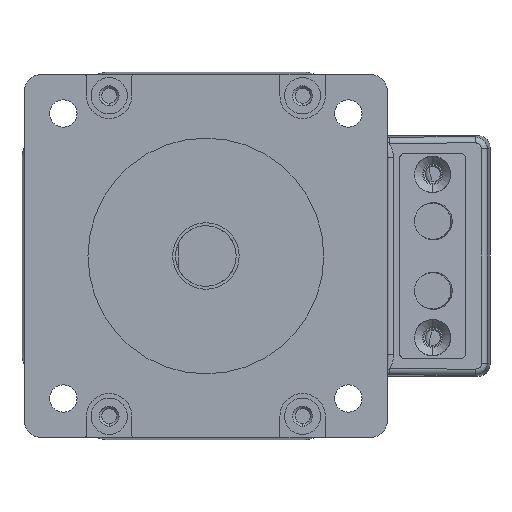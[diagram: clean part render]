
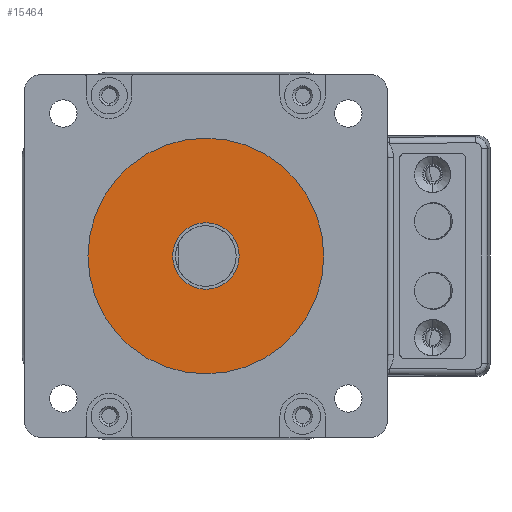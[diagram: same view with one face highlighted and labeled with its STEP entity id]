
A CAD part, front view. The second image highlights one B-rep face of the part: STEP entity #15464.
In plain terms, the highlighted face is planar.
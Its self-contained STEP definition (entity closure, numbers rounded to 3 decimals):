
#641 = ORIENTED_EDGE ( 'NONE', *, *, #1197, .T. ) ;
#642 = ORIENTED_EDGE ( 'NONE', *, *, #1199, .T. ) ;
#644 = ORIENTED_EDGE ( 'NONE', *, *, #34627, .T. ) ;
#645 = ORIENTED_EDGE ( 'NONE', *, *, #34635, .T. ) ;
#823 = FACE_BOUND ( 'NONE', #36427, .T. ) ;
#824 = FACE_OUTER_BOUND ( 'NONE', #36429, .T. ) ;
#1197 = EDGE_CURVE ( 'NONE', #23496, #23527, #45550, .T. ) ;
#1199 = EDGE_CURVE ( 'NONE', #23571, #23572, #45575, .T. ) ;
#7492 = CARTESIAN_POINT ( 'NONE',  ( 19.5, 0., -1.2 ) ) ;
#7511 = CARTESIAN_POINT ( 'NONE',  ( -19.5, 0., -1.2 ) ) ;
#7537 = CARTESIAN_POINT ( 'NONE',  ( 5.5, 0., -1.2 ) ) ;
#7538 = CARTESIAN_POINT ( 'NONE',  ( -5.5, 0., -1.2 ) ) ;
#9147 = CARTESIAN_POINT ( 'NONE',  ( 0., 0., -1.2 ) ) ;
#9148 = DIRECTION ( 'NONE',  ( 0., 0., -1. ) ) ;
#9149 = DIRECTION ( 'NONE',  ( -1., 0., 0. ) ) ;
#9153 = CARTESIAN_POINT ( 'NONE',  ( 0., 0., -1.2 ) ) ;
#9154 = DIRECTION ( 'NONE',  ( 0., 0., 1. ) ) ;
#9155 = DIRECTION ( 'NONE',  ( 1., 0., 0. ) ) ;
#9371 = PLANE ( 'NONE',  #17892 ) ;
#9372 = CARTESIAN_POINT ( 'NONE',  ( 0., 0., -1.2 ) ) ;
#9373 = DIRECTION ( 'NONE',  ( 0., 0., -1. ) ) ;
#9374 = DIRECTION ( 'NONE',  ( -1., 0., 0. ) ) ;
#15464 = ADVANCED_FACE ( 'NONE', ( #823, #824 ), #9371, .T. ) ;
#17892 = AXIS2_PLACEMENT_3D ( 'NONE', #9372, #9373, #9374 ) ;
#20923 = CIRCLE ( 'NONE', #20925, 5.5 ) ;
#20925 = AXIS2_PLACEMENT_3D ( 'NONE', #41130, #41131, #41132 ) ;
#20935 = CIRCLE ( 'NONE', #20937, 19.5 ) ;
#20937 = AXIS2_PLACEMENT_3D ( 'NONE', #41150, #41151, #41152 ) ;
#23496 = VERTEX_POINT ( 'NONE', #7492 ) ;
#23527 = VERTEX_POINT ( 'NONE', #7511 ) ;
#23571 = VERTEX_POINT ( 'NONE', #7537 ) ;
#23572 = VERTEX_POINT ( 'NONE', #7538 ) ;
#34627 = EDGE_CURVE ( 'NONE', #23572, #23571, #20923, .T. ) ;
#34635 = EDGE_CURVE ( 'NONE', #23527, #23496, #20935, .T. ) ;
#36427 = EDGE_LOOP ( 'NONE', ( #642, #644 ) ) ;
#36429 = EDGE_LOOP ( 'NONE', ( #641, #645 ) ) ;
#41130 = CARTESIAN_POINT ( 'NONE',  ( 0., 0., -1.2 ) ) ;
#41131 = DIRECTION ( 'NONE',  ( 0., 0., 1. ) ) ;
#41132 = DIRECTION ( 'NONE',  ( 1., 0., 0. ) ) ;
#41150 = CARTESIAN_POINT ( 'NONE',  ( 0., 0., -1.2 ) ) ;
#41151 = DIRECTION ( 'NONE',  ( 0., 0., -1. ) ) ;
#41152 = DIRECTION ( 'NONE',  ( -1., 0., 0. ) ) ;
#45547 = AXIS2_PLACEMENT_3D ( 'NONE', #9147, #9148, #9149 ) ;
#45550 = CIRCLE ( 'NONE', #45547, 19.5 ) ;
#45573 = AXIS2_PLACEMENT_3D ( 'NONE', #9153, #9154, #9155 ) ;
#45575 = CIRCLE ( 'NONE', #45573, 5.5 ) ;
